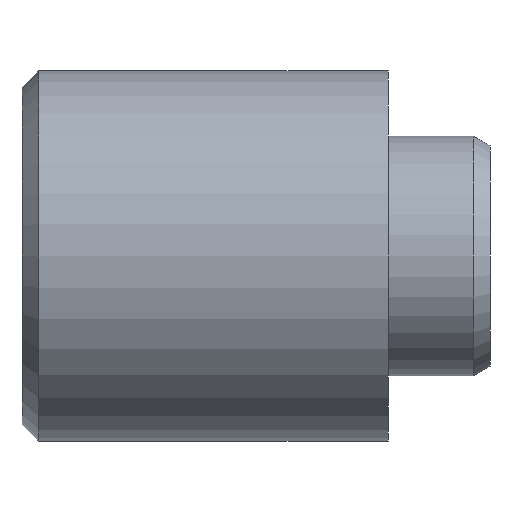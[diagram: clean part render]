
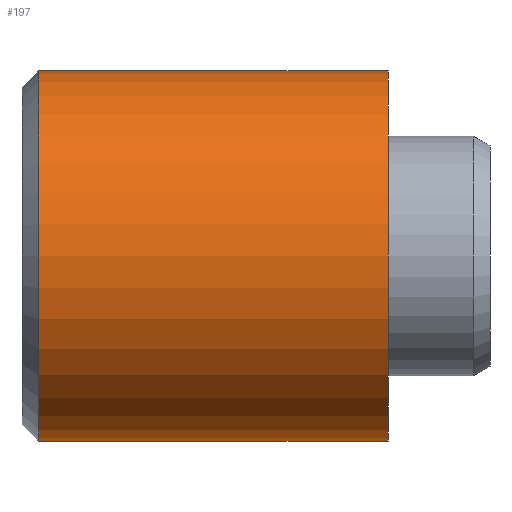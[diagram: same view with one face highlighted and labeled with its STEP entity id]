
A CAD part, left-side view. The second image highlights one B-rep face of the part: STEP entity #197.
In plain terms, the highlighted cylindrical face has radius 2.78 mm (diameter 5.56 mm), a partial arc.
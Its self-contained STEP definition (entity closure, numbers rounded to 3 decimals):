
#18 = CARTESIAN_POINT ( 'NONE',  ( 0., 36.602, 2.78 ) ) ;
#25 = VERTEX_POINT ( 'NONE', #122 ) ;
#46 = DIRECTION ( 'NONE',  ( 0., 1., 0. ) ) ;
#48 = DIRECTION ( 'NONE',  ( 0., 0., -1. ) ) ;
#58 = CIRCLE ( 'NONE', #374, 2.78 ) ;
#69 = VERTEX_POINT ( 'NONE', #229 ) ;
#70 = FACE_OUTER_BOUND ( 'NONE', #461, .T. ) ;
#71 = ORIENTED_EDGE ( 'NONE', *, *, #296, .T. ) ;
#83 = ORIENTED_EDGE ( 'NONE', *, *, #111, .T. ) ;
#85 = AXIS2_PLACEMENT_3D ( 'NONE', #329, #322, #163 ) ;
#110 = CARTESIAN_POINT ( 'NONE',  ( 0., 36.602, 0. ) ) ;
#111 = EDGE_CURVE ( 'NONE', #188, #442, #528, .T. ) ;
#122 = CARTESIAN_POINT ( 'NONE',  ( 0., 5.25, -2.78 ) ) ;
#126 = VECTOR ( 'NONE', #130, 1000. ) ;
#130 = DIRECTION ( 'NONE',  ( 0., 1., 0. ) ) ;
#163 = DIRECTION ( 'NONE',  ( 0., 0., 1. ) ) ;
#169 = DIRECTION ( 'NONE',  ( 0., -1., 0. ) ) ;
#187 = CARTESIAN_POINT ( 'NONE',  ( 0., 0., 2.78 ) ) ;
#188 = VERTEX_POINT ( 'NONE', #187 ) ;
#197 = ADVANCED_FACE ( 'NONE', ( #70 ), #224, .T. ) ;
#214 = DIRECTION ( 'NONE',  ( 0., 1., 0. ) ) ;
#224 = CYLINDRICAL_SURFACE ( 'NONE', #476, 2.78 ) ;
#229 = CARTESIAN_POINT ( 'NONE',  ( 0., 0., -2.78 ) ) ;
#296 = EDGE_CURVE ( 'NONE', #69, #188, #455, .T. ) ;
#316 = EDGE_CURVE ( 'NONE', #442, #25, #58, .T. ) ;
#322 = DIRECTION ( 'NONE',  ( 0., 1., 0. ) ) ;
#329 = CARTESIAN_POINT ( 'NONE',  ( 0., 0., 0. ) ) ;
#366 = CARTESIAN_POINT ( 'NONE',  ( 0., 5.25, 2.78 ) ) ;
#374 = AXIS2_PLACEMENT_3D ( 'NONE', #443, #169, #48 ) ;
#388 = DIRECTION ( 'NONE',  ( 0., 0., 1. ) ) ;
#408 = EDGE_CURVE ( 'NONE', #69, #25, #447, .T. ) ;
#411 = ORIENTED_EDGE ( 'NONE', *, *, #408, .F. ) ;
#442 = VERTEX_POINT ( 'NONE', #366 ) ;
#443 = CARTESIAN_POINT ( 'NONE',  ( 0., 5.25, 0. ) ) ;
#447 = LINE ( 'NONE', #526, #464 ) ;
#455 = CIRCLE ( 'NONE', #85, 2.78 ) ;
#461 = EDGE_LOOP ( 'NONE', ( #411, #71, #83, #511 ) ) ;
#464 = VECTOR ( 'NONE', #46, 1000. ) ;
#476 = AXIS2_PLACEMENT_3D ( 'NONE', #110, #214, #388 ) ;
#511 = ORIENTED_EDGE ( 'NONE', *, *, #316, .T. ) ;
#526 = CARTESIAN_POINT ( 'NONE',  ( 0., 36.602, -2.78 ) ) ;
#528 = LINE ( 'NONE', #18, #126 ) ;
